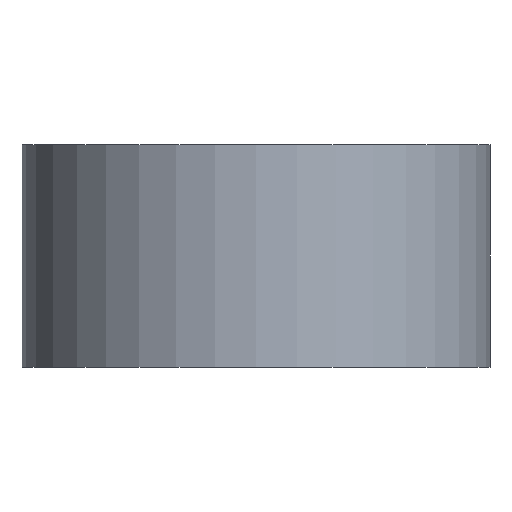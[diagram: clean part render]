
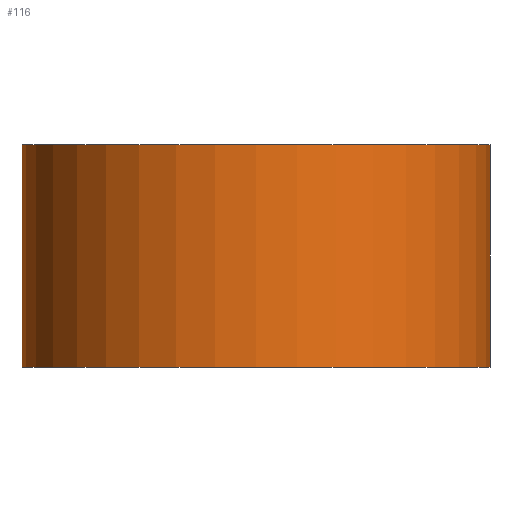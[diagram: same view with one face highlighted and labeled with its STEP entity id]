
A CAD part, left-side view. The second image highlights one B-rep face of the part: STEP entity #116.
In plain terms, the highlighted cylindrical face has radius 105 mm (diameter 210 mm), a full revolution.
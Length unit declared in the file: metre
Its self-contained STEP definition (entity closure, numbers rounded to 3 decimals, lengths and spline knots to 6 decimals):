
#19=LINE('',#194,#29);
#20=LINE('',#198,#30);
#29=VECTOR('',#159,1.);
#30=VECTOR('',#162,1.);
#39=ORIENTED_EDGE('',*,*,#67,.T.);
#40=ORIENTED_EDGE('',*,*,#68,.F.);
#41=ORIENTED_EDGE('',*,*,#69,.F.);
#42=ORIENTED_EDGE('',*,*,#70,.F.);
#43=ORIENTED_EDGE('',*,*,#71,.T.);
#44=ORIENTED_EDGE('',*,*,#72,.T.);
#67=EDGE_CURVE('',#81,#81,#91,.T.);
#68=EDGE_CURVE('',#82,#82,#92,.T.);
#69=EDGE_CURVE('',#83,#84,#93,.T.);
#70=EDGE_CURVE('',#85,#83,#19,.T.);
#71=EDGE_CURVE('',#85,#86,#94,.T.);
#72=EDGE_CURVE('',#86,#84,#20,.T.);
#81=VERTEX_POINT('',#188);
#82=VERTEX_POINT('',#190);
#83=VERTEX_POINT('',#192);
#84=VERTEX_POINT('',#193);
#85=VERTEX_POINT('',#195);
#86=VERTEX_POINT('',#197);
#91=CIRCLE('',#138,0.105);
#92=CIRCLE('',#139,0.105);
#93=CIRCLE('',#140,0.105);
#94=CIRCLE('',#141,0.105);
#95=EDGE_LOOP('',(#39));
#96=EDGE_LOOP('',(#40));
#97=EDGE_LOOP('',(#41,#42,#43,#44));
#105=FACE_BOUND('',#95,.T.);
#106=FACE_BOUND('',#96,.T.);
#107=FACE_BOUND('',#97,.T.);
#115=CYLINDRICAL_SURFACE('',#137,0.105);
#116=ADVANCED_FACE('',(#105,#106,#107),#115,.T.);
#137=AXIS2_PLACEMENT_3D('',#186,#151,#152);
#138=AXIS2_PLACEMENT_3D('',#187,#153,#154);
#139=AXIS2_PLACEMENT_3D('',#189,#155,#156);
#140=AXIS2_PLACEMENT_3D('',#191,#157,#158);
#141=AXIS2_PLACEMENT_3D('',#196,#160,#161);
#151=DIRECTION('',(0.,0.,-1.));
#152=DIRECTION('',(-1.,0.,0.));
#153=DIRECTION('',(0.,0.,1.));
#154=DIRECTION('',(1.,0.,0.));
#155=DIRECTION('',(0.,0.,1.));
#156=DIRECTION('',(1.,0.,0.));
#157=DIRECTION('',(0.,0.,-1.));
#158=DIRECTION('',(-1.,0.,0.));
#159=DIRECTION('',(0.,0.,1.));
#160=DIRECTION('',(0.,0.,-1.));
#161=DIRECTION('',(-1.,0.,0.));
#162=DIRECTION('',(0.,0.,1.));
#186=CARTESIAN_POINT('',(0.,0.,0.05));
#187=CARTESIAN_POINT('',(0.,0.,-0.05));
#188=CARTESIAN_POINT('',(0.105,0.,-0.05));
#189=CARTESIAN_POINT('',(0.,0.,0.05));
#190=CARTESIAN_POINT('',(0.105,0.,0.05));
#191=CARTESIAN_POINT('',(0.,0.,0.043));
#192=CARTESIAN_POINT('',(0.102775,0.0215,0.043));
#193=CARTESIAN_POINT('',(0.102775,-0.0215,0.043));
#194=CARTESIAN_POINT('',(0.102775,0.0215,0.));
#195=CARTESIAN_POINT('',(0.102775,0.0215,-0.043));
#196=CARTESIAN_POINT('',(0.,0.,-0.043));
#197=CARTESIAN_POINT('',(0.102775,-0.0215,-0.043));
#198=CARTESIAN_POINT('',(0.102775,-0.0215,0.));
